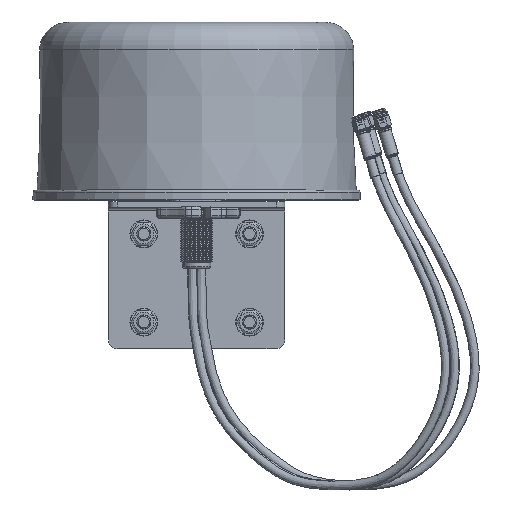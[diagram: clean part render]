
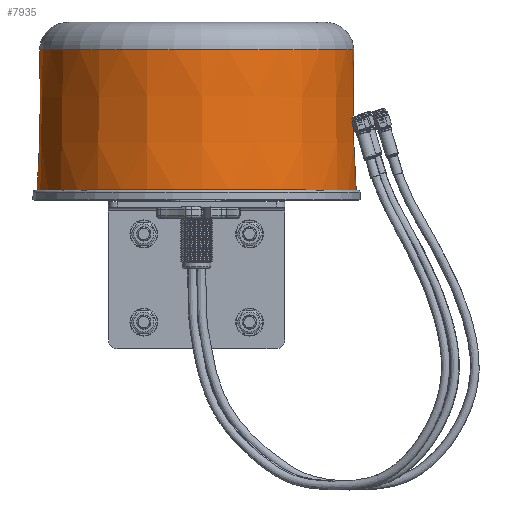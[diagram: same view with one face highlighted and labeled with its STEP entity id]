
A CAD part, top view. The second image highlights one B-rep face of the part: STEP entity #7935.
In plain terms, the highlighted conical face has half-angle 1 degrees and reference radius 90.487 mm.
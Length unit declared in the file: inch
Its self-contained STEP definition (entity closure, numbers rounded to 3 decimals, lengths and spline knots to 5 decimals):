
#621 = EDGE_LOOP ( 'NONE', ( #6568 ) ) ;
#1172 = ORIENTED_EDGE ( 'NONE', *, *, #19429, .T. ) ;
#1357 = AXIS2_PLACEMENT_3D ( 'NONE', #6243, #20252, #9429 ) ;
#1440 = EDGE_LOOP ( 'NONE', ( #1172 ) ) ;
#1611 = DIRECTION ( 'NONE',  ( 0., 0., 1. ) ) ;
#2611 = CARTESIAN_POINT ( 'NONE',  ( 0., -3.34691, 3.50788 ) ) ;
#3027 = CONICAL_SURFACE ( 'NONE', #1357, 3.5625, 0.017 ) ;
#3172 = CARTESIAN_POINT ( 'NONE',  ( 0., -0.218, 3.5625 ) ) ;
#6243 = CARTESIAN_POINT ( 'NONE',  ( 0., -0.218, 0. ) ) ;
#6389 = CIRCLE ( 'NONE', #10240, 3.50788 ) ;
#6558 = VERTEX_POINT ( 'NONE', #3172 ) ;
#6568 = ORIENTED_EDGE ( 'NONE', *, *, #13211, .T. ) ;
#7935 = ADVANCED_FACE ( 'NONE', ( #9651, #9172 ), #3027, .T. ) ;
#8201 = DIRECTION ( 'NONE',  ( 0., -1., 0. ) ) ;
#9172 = FACE_OUTER_BOUND ( 'NONE', #1440, .T. ) ;
#9429 = DIRECTION ( 'NONE',  ( 0., 0., -1. ) ) ;
#9651 = FACE_BOUND ( 'NONE', #621, .T. ) ;
#10240 = AXIS2_PLACEMENT_3D ( 'NONE', #20329, #11061, #1611 ) ;
#11061 = DIRECTION ( 'NONE',  ( 0., 1., 0. ) ) ;
#12724 = VERTEX_POINT ( 'NONE', #2611 ) ;
#13211 = EDGE_CURVE ( 'NONE', #12724, #12724, #6389, .T. ) ;
#13265 = CIRCLE ( 'NONE', #19319, 3.5625 ) ;
#17526 = CARTESIAN_POINT ( 'NONE',  ( 0., -0.218, 0. ) ) ;
#19099 = DIRECTION ( 'NONE',  ( 0., 0., 1. ) ) ;
#19319 = AXIS2_PLACEMENT_3D ( 'NONE', #17526, #8201, #19099 ) ;
#19429 = EDGE_CURVE ( 'NONE', #6558, #6558, #13265, .T. ) ;
#20252 = DIRECTION ( 'NONE',  ( 0., 1., 0. ) ) ;
#20329 = CARTESIAN_POINT ( 'NONE',  ( 0., -3.34691, 0. ) ) ;
